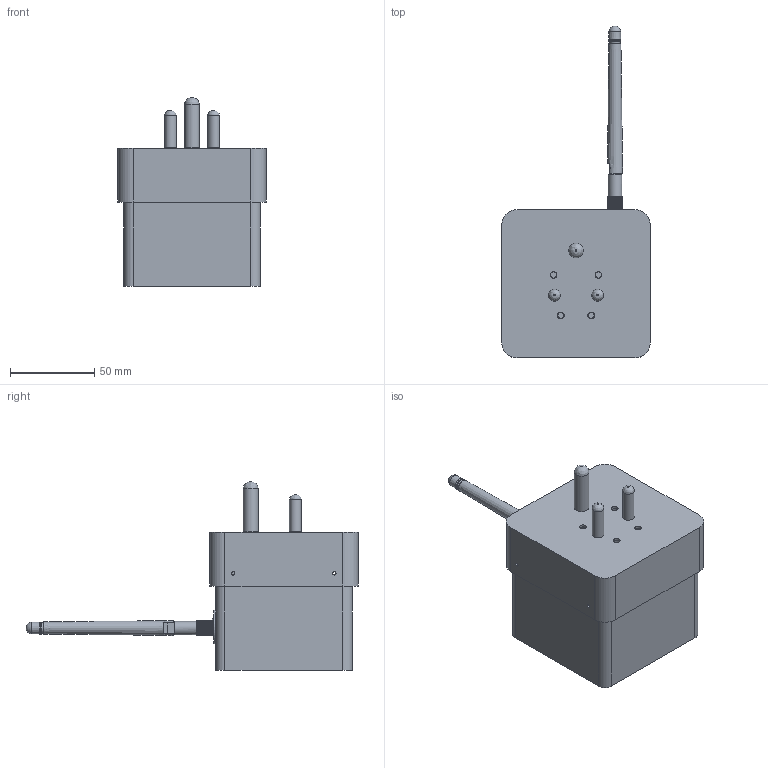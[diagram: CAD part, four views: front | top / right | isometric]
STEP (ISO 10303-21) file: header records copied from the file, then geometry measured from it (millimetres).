
FILE_DESCRIPTION(/* description */ ('','CAx-IF Rec.Pracs.---Representation and Presentation of Product Manufacturing Information (PMI)---4.0---2014-10-13'),/* implementation_level */ '2;1');
FILE_NAME(/* name */ 'WIFI PLUG v6.step',/* time_stamp */ '2025-02-26T22:23:13+05:30',/* author */ (''),/* organization */ (''),/* preprocessor_version */ 'ST-DEVELOPER v20',/* originating_system */ 'Autodesk Translation Framework v13.20.0.188',/* authorisation */ '');
FILE_SCHEMA (('AP242_MANAGED_MODEL_BASED_3D_ENGINEERING_MIM_LF { 1 0 10303 442 1 1 4 }'));
Length unit declared in the file: millimetre
Products named in the file (10): WIFI PLUG; PLUG; Component2; RFID; antena atas; antena bawah; PCB; NAMETAG; BACK; FRONT
Assembly tree (9 placements, depth 3):
  WIFI PLUG
    PLUG
    Component2
    RFID
      antena atas
      antena bawah
    PCB
    NAMETAG
    BACK
    FRONT
Bounding box: 88 x 197 x 111.9 mm (x, y, z)
Volume: 212402.1 mm3; surface area: 137308.5 mm2
Topology: 16 solids, 16 shells, 787 faces, 2019 edges, 1329 vertices
Faces by surface type: plane 508, cylinder 254, bspline 15, cone 6, torus 2, sphere 2
Full cylindrical faces by diameter (mm): 0.5 x2, 0.51 x2, 0.512 x1, 2 x14, 2.3 x4, 3.3 x4, 3.5 x2, 3.7 x2, 4 x4, 4.519 x1, 5 x15, 5.5 x2, 5.7 x2, 6 x7, 6.3 x1, 7 x4, 7.483 x1, 8 x3, 8.4 x2, 8.8 x2, 10.5 x3
Entity records: 26683 total; most frequent: CARTESIAN_POINT 6706, DIRECTION 4082, ORIENTED_EDGE 4034, EDGE_CURVE 2017, LINE 1416, VECTOR 1416, AXIS2_PLACEMENT_3D 1333, VERTEX_POINT 1329
